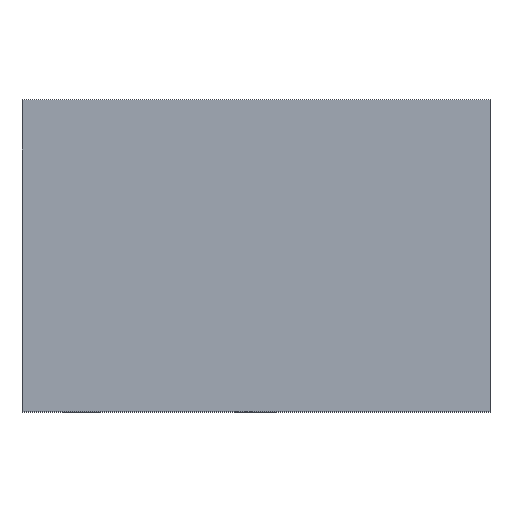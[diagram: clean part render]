
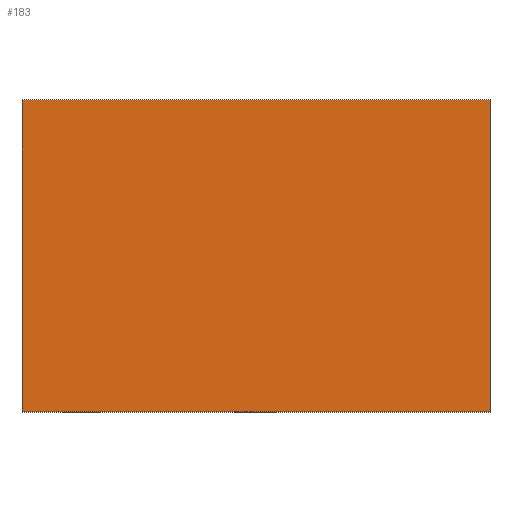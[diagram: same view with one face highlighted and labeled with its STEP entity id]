
A CAD part, top view. The second image highlights one B-rep face of the part: STEP entity #183.
In plain terms, the highlighted planar face has unit normal (0, 0, 1).
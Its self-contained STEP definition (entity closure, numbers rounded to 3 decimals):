
#183=ADVANCED_FACE('0:52',(#345),#346,.F.);
#345=FACE_OUTER_BOUND('',#515,.T.);
#346=PLANE('',#516);
#515=EDGE_LOOP('',(#713,#714,#715,#716));
#516=AXIS2_PLACEMENT_3D('',#717,#718,#719);
#713=ORIENTED_EDGE('',*,*,#1070,.T.);
#714=ORIENTED_EDGE('',*,*,#1103,.T.);
#715=ORIENTED_EDGE('',*,*,#1099,.T.);
#716=ORIENTED_EDGE('',*,*,#1087,.T.);
#717=CARTESIAN_POINT('',(0.,0.,0.48));
#718=DIRECTION('',(-0.0,0.0,-1.0));
#719=DIRECTION('',(-1.0,0.,0.0));
#1070=EDGE_CURVE('0:130',#1231,#1232,#1233,.T.);
#1087=EDGE_CURVE('0:178',#1264,#1231,#1265,.T.);
#1099=EDGE_CURVE('0:211',#1286,#1264,#1287,.T.);
#1103=EDGE_CURVE('0:220',#1232,#1286,#1292,.T.);
#1231=VERTEX_POINT('NONE',#1464);
#1232=VERTEX_POINT('NONE',#1465);
#1233=LINE('',#1466,#1467);
#1264=VERTEX_POINT('NONE',#1513);
#1265=LINE('',#1514,#1515);
#1286=VERTEX_POINT('NONE',#1546);
#1287=LINE('',#1547,#1548);
#1292=LINE('',#1555,#1556);
#1464=CARTESIAN_POINT('',(-0.6,-0.4,0.48));
#1465=CARTESIAN_POINT('',(0.6,-0.4,0.48));
#1466=CARTESIAN_POINT('',(0.6,-0.4,0.48));
#1467=VECTOR('',#1804,1.0);
#1513=CARTESIAN_POINT('',(-0.6,0.4,0.48));
#1514=CARTESIAN_POINT('',(-0.6,-0.4,0.48));
#1515=VECTOR('',#1820,1.0);
#1546=CARTESIAN_POINT('',(0.6,0.4,0.48));
#1547=CARTESIAN_POINT('',(-0.6,0.4,0.48));
#1548=VECTOR('',#1831,1.0);
#1555=CARTESIAN_POINT('',(0.6,0.4,0.48));
#1556=VECTOR('',#1834,1.0);
#1804=DIRECTION('',(1.0,0.,0.0));
#1820=DIRECTION('',(0.,-1.0,0.0));
#1831=DIRECTION('',(-1.0,0.,-0.0));
#1834=DIRECTION('',(0.,1.0,0.0));
